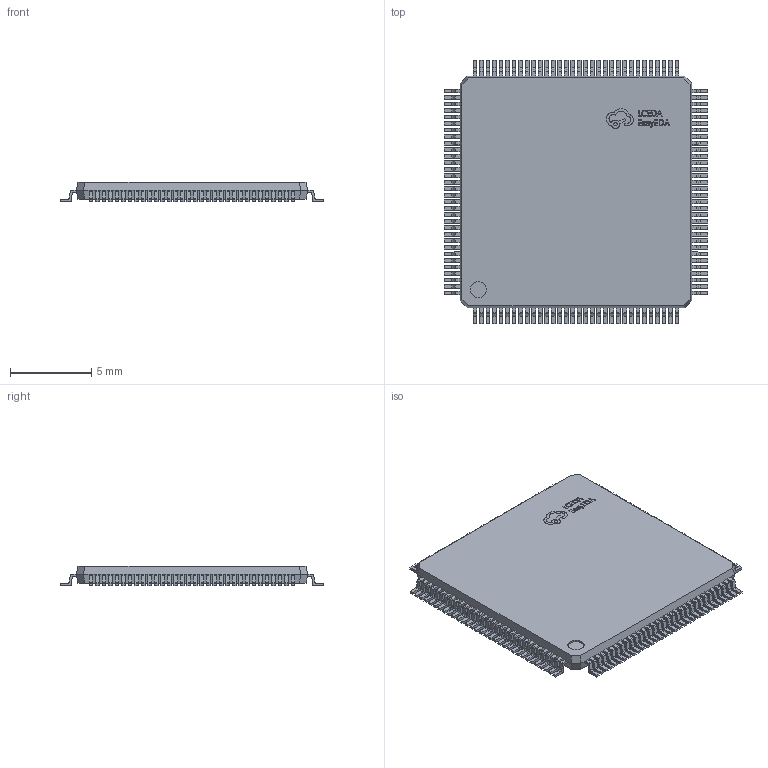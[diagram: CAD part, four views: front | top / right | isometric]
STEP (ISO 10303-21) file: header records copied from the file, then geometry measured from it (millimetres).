
FILE_DESCRIPTION (( 'STEP AP214' ), '1' );
FILE_NAME ('TQFP-128_L14.0-W14.0-H1.2-P0.40-LS16.0-BL.step', '2022-07-09T05:21:04', ( '' ), ( '' ), 'SwSTEP 2.0', 'SolidWorks 2020', '' );
FILE_SCHEMA (( 'AUTOMOTIVE_DESIGN' ));
Length unit declared in the file: millimetre
Products named in the file (1): TQFP-128_L14.0-W14.0-H1.2-P0.40-LS16.0-BL
Bounding box: 16.2 x 16.2 x 1.2 mm (x, y, z)
Volume: 214.7 mm3; surface area: 591.7 mm2
Topology: 1 solids, 1 shells, 1916 faces, 5457 edges, 3570 vertices
Faces by surface type: plane 1304, cylinder 514, bspline 98
Entity records: 65255 total; most frequent: CARTESIAN_POINT 12446, ORIENTED_EDGE 10914, DIRECTION 9909, EDGE_CURVE 5457, VECTOR 4215, LINE 4215, VERTEX_POINT 3570, AXIS2_PLACEMENT_3D 2847
